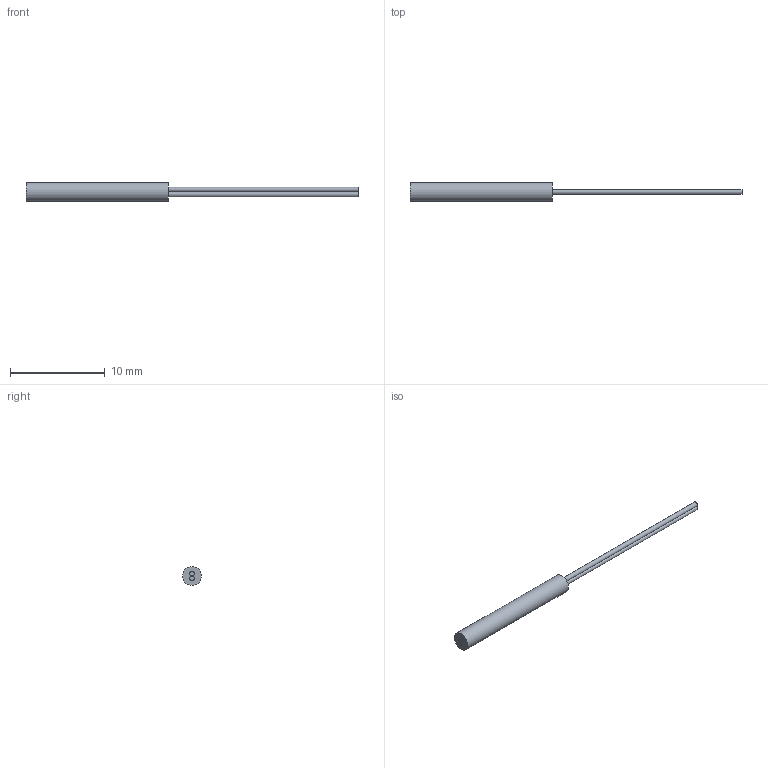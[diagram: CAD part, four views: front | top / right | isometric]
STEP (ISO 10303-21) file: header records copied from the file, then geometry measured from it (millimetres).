
FILE_DESCRIPTION(/* description */ (''),/* implementation_level */ '2;1');
FILE_NAME(/* name */ 'EX-D21Q.stp',/* time_stamp */ '2023-04-10T09:45:28+08:00',/* author */ (''),/* organization */ (''),/* preprocessor_version */ 'ST-DEVELOPER v16.7',/* originating_system */ 'SIEMENS PLM Software NX 12.0',/* authorisation */ '');
FILE_SCHEMA (('AUTOMOTIVE_DESIGN { 1 0 10303 214 3 1 1 1 }'));
Length unit declared in the file: millimetre
Products named in the file (1): EX-D21Q
Bounding box: 35 x 2 x 2 mm (x, y, z)
Volume: 55 mm3; surface area: 164.3 mm2
Topology: 3 solids, 3 shells, 12 faces, 15 edges, 10 vertices
Faces by surface type: plane 7, cylinder 5
Full cylindrical faces by diameter (mm): 0.5 x2, 2 x1
Entity records: 268 total; most frequent: DIRECTION 48, CARTESIAN_POINT 35, ORIENTED_EDGE 24, AXIS2_PLACEMENT_3D 23, EDGE_LOOP 16, ADVANCED_FACE 12, EDGE_CURVE 12, VERTEX_POINT 10
